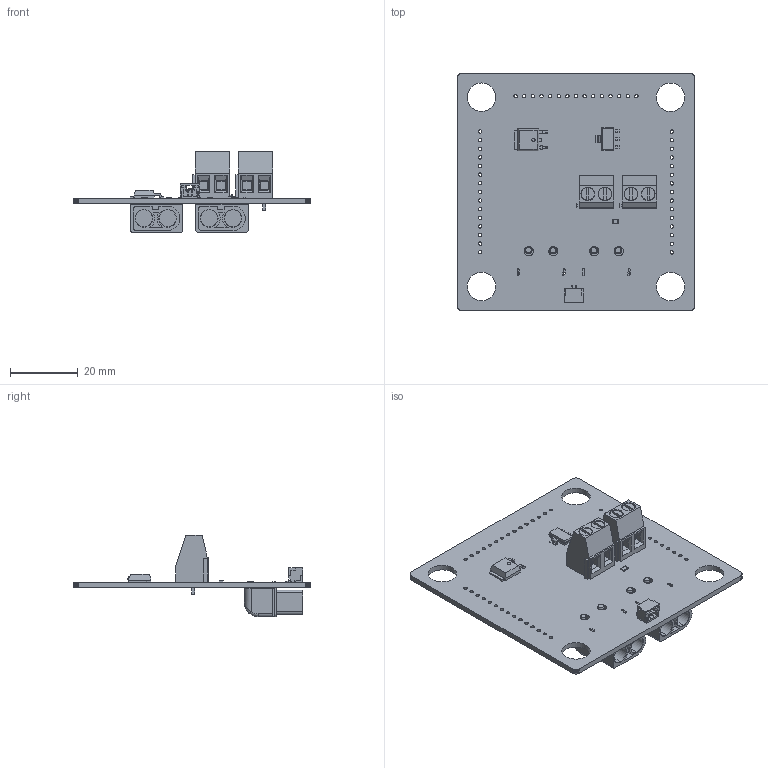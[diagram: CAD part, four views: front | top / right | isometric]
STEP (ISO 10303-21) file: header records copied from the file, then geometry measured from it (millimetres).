
FILE_DESCRIPTION(('KiCad electronic assembly'),'2;1');
FILE_NAME('PDB_Board.step','2024-04-26T20:42:29',('Pcbnew'),('Kicad'), 'Open CASCADE STEP processor 7.7','KiCad to STEP converter','Unknown' );
FILE_SCHEMA(('AUTOMOTIVE_DESIGN { 1 0 10303 214 1 1 1 1 }'));
Length unit declared in the file: millimetre
Products named in the file (14): PDB_Board 1; R_0805_2012Metric; SOLID; TerminalBlock_Phoenix_MKDS-1,5-2-5.08_1x02_P5.08mm_Horizontal; JST_GH_SM02B-GHS-TB_1x02-1MP_P1.25mm_Horizontal; SOT-223; TO-252-2; COMPOUND; XT60PW-F; PDB_Board PCB
Assembly tree (15 placements, depth 3):
  PDB_Board 1
    R_0805_2012Metric
      SOLID
    TerminalBlock_Phoenix_MKDS-1,5-2-5.08_1x02_P5.08mm_Horizontal  x2
      SOLID
    JST_GH_SM02B-GHS-TB_1x02-1MP_P1.25mm_Horizontal
      SOLID
    SOT-223
      SOLID
    TO-252-2
      COMPOUND
    XT60PW-F  x2
      COMPOUND
    PDB_Board PCB
Bounding box: 70 x 70 x 23.9 mm (x, y, z)
Volume: 12443.3 mm3; surface area: 16622.2 mm2
Topology: 17 solids, 17 shells, 941 faces, 2482 edges, 1614 vertices
Faces by surface type: plane 729, cylinder 164, bspline 36, cone 8, torus 4
Full cylindrical faces by diameter (mm): 1 x46, 1.52 x4, 2.7 x4, 3.8 x4, 4 x4, 8.4 x4
Entity records: 52323 total; most frequent: CARTESIAN_POINT 9557, DIRECTION 7282, LINE 5157, VECTOR 5157, ORIENTED_EDGE 3890, PCURVE 3890, DEFINITIONAL_REPRESENTATION 3890, EDGE_CURVE 1945
